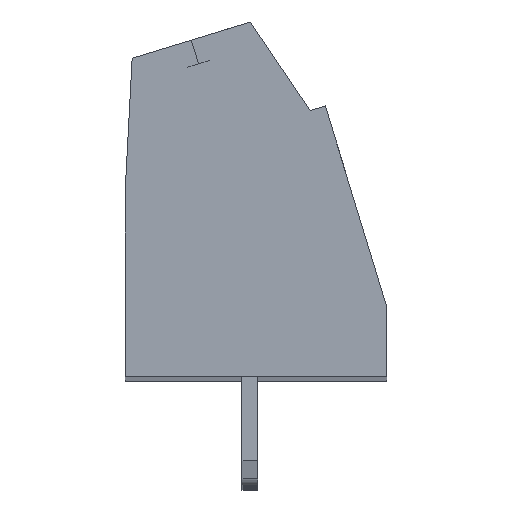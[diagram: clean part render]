
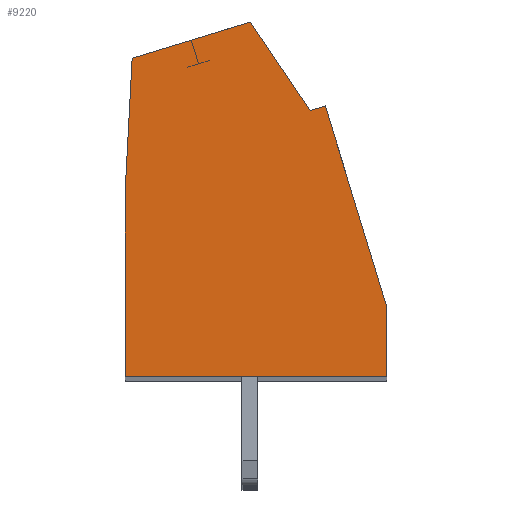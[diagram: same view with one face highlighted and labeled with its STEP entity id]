
A CAD part, top view. The second image highlights one B-rep face of the part: STEP entity #9220.
In plain terms, the highlighted planar face has unit normal (0, 0, 1).
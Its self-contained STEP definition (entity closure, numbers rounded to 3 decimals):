
#1085=DIRECTION('',(-0.292,0.956,0.));
#1086=VECTOR('',#1085,6.75);
#1087=CARTESIAN_POINT('',(4.2,-5.45,1.75));
#1088=LINE('',#1087,#1086);
#1089=DIRECTION('',(0.,1.,0.));
#1090=VECTOR('',#1089,2.25);
#1091=CARTESIAN_POINT('',(4.2,-7.7,1.75));
#1092=LINE('',#1091,#1090);
#1093=DIRECTION('',(1.,0.,0.));
#1094=VECTOR('',#1093,8.4);
#1095=CARTESIAN_POINT('',(-4.2,-7.7,1.75));
#1096=LINE('',#1095,#1094);
#1097=DIRECTION('',(0.,-1.,0.));
#1098=VECTOR('',#1097,6.071);
#1099=CARTESIAN_POINT('',(-4.2,-1.629,1.75));
#1100=LINE('',#1099,#1098);
#1101=DIRECTION('',(-0.052,-0.999,0.));
#1102=VECTOR('',#1101,4.172);
#1103=CARTESIAN_POINT('',(-3.982,2.537,1.75));
#1104=LINE('',#1103,#1102);
#1105=DIRECTION('',(-0.956,-0.292,0.));
#1106=VECTOR('',#1105,3.978);
#1107=CARTESIAN_POINT('',(-0.177,3.7,1.75));
#1108=LINE('',#1107,#1106);
#1109=DIRECTION('',(-0.559,0.829,0.));
#1110=VECTOR('',#1109,3.43);
#1111=CARTESIAN_POINT('',(1.741,0.857,1.75));
#1112=LINE('',#1111,#1110);
#1113=DIRECTION('',(-0.956,-0.292,0.));
#1114=VECTOR('',#1113,0.508);
#1115=CARTESIAN_POINT('',(2.226,1.005,1.75));
#1116=LINE('',#1115,#1114);
#6509=CARTESIAN_POINT('',(4.2,-5.45,1.75));
#6510=CARTESIAN_POINT('',(2.226,1.005,1.75));
#6511=VERTEX_POINT('',#6509);
#6512=VERTEX_POINT('',#6510);
#6513=CARTESIAN_POINT('',(1.741,0.857,1.75));
#6514=VERTEX_POINT('',#6513);
#6515=CARTESIAN_POINT('',(-0.177,3.7,1.75));
#6516=VERTEX_POINT('',#6515);
#6517=CARTESIAN_POINT('',(-3.982,2.537,1.75));
#6518=VERTEX_POINT('',#6517);
#6519=CARTESIAN_POINT('',(-4.2,-1.629,1.75));
#6520=VERTEX_POINT('',#6519);
#6521=CARTESIAN_POINT('',(-4.2,-7.7,1.75));
#6522=VERTEX_POINT('',#6521);
#6523=CARTESIAN_POINT('',(4.2,-7.7,1.75));
#6524=VERTEX_POINT('',#6523);
#9205=CARTESIAN_POINT('',(0.,0.,1.75));
#9206=DIRECTION('',(0.,0.,1.));
#9207=DIRECTION('',(1.,0.,0.));
#9208=AXIS2_PLACEMENT_3D('',#9205,#9206,#9207);
#9209=PLANE('',#9208);
#9210=ORIENTED_EDGE('',*,*,#8477,.F.);
#9211=ORIENTED_EDGE('',*,*,#8732,.F.);
#9212=ORIENTED_EDGE('',*,*,#8746,.F.);
#9213=ORIENTED_EDGE('',*,*,#9000,.F.);
#9214=ORIENTED_EDGE('',*,*,#9014,.F.);
#9215=ORIENTED_EDGE('',*,*,#9028,.F.);
#9216=ORIENTED_EDGE('',*,*,#9186,.F.);
#9217=ORIENTED_EDGE('',*,*,#9199,.F.);
#9218=EDGE_LOOP('',(#9210,#9211,#9212,#9213,#9214,#9215,#9216,#9217));
#9219=FACE_OUTER_BOUND('',#9218,.F.);
#8477=EDGE_CURVE('',#6511,#6512,#1088,.T.);
#8732=EDGE_CURVE('',#6524,#6511,#1092,.T.);
#8746=EDGE_CURVE('',#6522,#6524,#1096,.T.);
#9000=EDGE_CURVE('',#6520,#6522,#1100,.T.);
#9014=EDGE_CURVE('',#6518,#6520,#1104,.T.);
#9028=EDGE_CURVE('',#6516,#6518,#1108,.T.);
#9186=EDGE_CURVE('',#6514,#6516,#1112,.T.);
#9199=EDGE_CURVE('',#6512,#6514,#1116,.T.);
#9220=ADVANCED_FACE('',(#9219),#9209,.T.);
